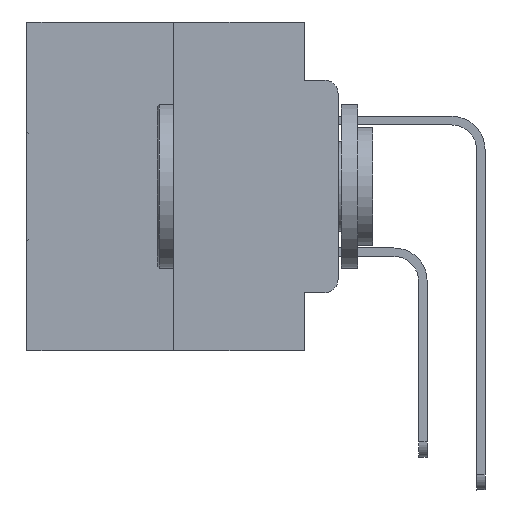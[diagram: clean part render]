
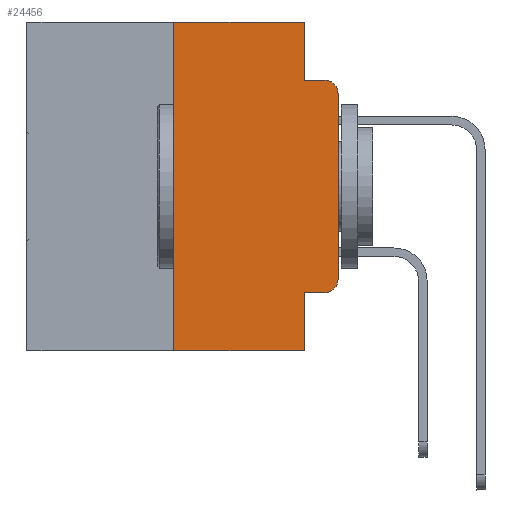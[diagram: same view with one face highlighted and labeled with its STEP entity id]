
A CAD part, left-side view. The second image highlights one B-rep face of the part: STEP entity #24456.
In plain terms, the highlighted planar face has unit normal (-1, 0, 0).
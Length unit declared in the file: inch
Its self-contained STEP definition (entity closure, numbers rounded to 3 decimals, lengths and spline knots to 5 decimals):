
#89 = CARTESIAN_POINT ( 'NONE',  ( 0., 0.25, 0. ) ) ;
#105 = CIRCLE ( 'NONE', #15262, 0.02 ) ;
#485 = LINE ( 'NONE', #89, #27002 ) ;
#636 = LINE ( 'NONE', #22580, #27142 ) ;
#941 = VERTEX_POINT ( 'NONE', #24306 ) ;
#1458 = CARTESIAN_POINT ( 'NONE',  ( 0., 0., 0. ) ) ;
#2800 = VERTEX_POINT ( 'NONE', #13735 ) ;
#3232 = CARTESIAN_POINT ( 'NONE',  ( 0., 0.051, -0.5 ) ) ;
#3841 = VECTOR ( 'NONE', #24591, 39.37008 ) ;
#3958 = ORIENTED_EDGE ( 'NONE', *, *, #10487, .T. ) ;
#4527 = VERTEX_POINT ( 'NONE', #23345 ) ;
#4741 = VECTOR ( 'NONE', #18446, 39.37008 ) ;
#4775 = VECTOR ( 'NONE', #26200, 39.37008 ) ;
#4932 = CARTESIAN_POINT ( 'NONE',  ( 0., 0.051, -0.0885 ) ) ;
#4977 = CARTESIAN_POINT ( 'NONE',  ( 0., 0.02, -0.0885 ) ) ;
#5241 = EDGE_CURVE ( 'NONE', #4527, #22704, #30635, .T. ) ;
#7261 = DIRECTION ( 'NONE',  ( -1., 0., 0. ) ) ;
#7292 = ORIENTED_EDGE ( 'NONE', *, *, #21109, .F. ) ;
#7836 = CARTESIAN_POINT ( 'NONE',  ( 0., 0.02, -0.1085 ) ) ;
#8475 = EDGE_CURVE ( 'NONE', #30822, #26104, #636, .T. ) ;
#9331 = ORIENTED_EDGE ( 'NONE', *, *, #22757, .F. ) ;
#9536 = VECTOR ( 'NONE', #17458, 39.37008 ) ;
#10467 = DIRECTION ( 'NONE',  ( 0., 0., -1. ) ) ;
#10487 = EDGE_CURVE ( 'NONE', #941, #24354, #17735, .T. ) ;
#10750 = DIRECTION ( 'NONE',  ( 0., 0., 1. ) ) ;
#10886 = EDGE_CURVE ( 'NONE', #2800, #13983, #105, .T. ) ;
#11357 = ORIENTED_EDGE ( 'NONE', *, *, #31050, .F. ) ;
#11526 = PLANE ( 'NONE',  #25997 ) ;
#11552 = FACE_OUTER_BOUND ( 'NONE', #25214, .T. ) ;
#11775 = LINE ( 'NONE', #23695, #4775 ) ;
#12397 = AXIS2_PLACEMENT_3D ( 'NONE', #7836, #25578, #10467 ) ;
#12631 = EDGE_CURVE ( 'NONE', #15507, #2800, #15625, .T. ) ;
#13366 = ORIENTED_EDGE ( 'NONE', *, *, #17168, .T. ) ;
#13735 = CARTESIAN_POINT ( 'NONE',  ( 0., 0.02, -0.4115 ) ) ;
#13858 = CARTESIAN_POINT ( 'NONE',  ( 0., 0.051, -0.4115 ) ) ;
#13983 = VERTEX_POINT ( 'NONE', #27576 ) ;
#15007 = ORIENTED_EDGE ( 'NONE', *, *, #8475, .F. ) ;
#15262 = AXIS2_PLACEMENT_3D ( 'NONE', #22549, #7261, #25027 ) ;
#15507 = VERTEX_POINT ( 'NONE', #13858 ) ;
#15625 = LINE ( 'NONE', #27327, #9536 ) ;
#15841 = ORIENTED_EDGE ( 'NONE', *, *, #12631, .T. ) ;
#15882 = VECTOR ( 'NONE', #28411, 39.37008 ) ;
#16337 = CARTESIAN_POINT ( 'NONE',  ( 0., 0.051, 0. ) ) ;
#16707 = DIRECTION ( 'NONE',  ( 0., 0., -1. ) ) ;
#17168 = EDGE_CURVE ( 'NONE', #29985, #26104, #22076, .T. ) ;
#17412 = ORIENTED_EDGE ( 'NONE', *, *, #10886, .T. ) ;
#17458 = DIRECTION ( 'NONE',  ( 0., -1., 0. ) ) ;
#17735 = LINE ( 'NONE', #23523, #4741 ) ;
#18433 = LINE ( 'NONE', #16337, #30834 ) ;
#18446 = DIRECTION ( 'NONE',  ( 0., -1., 0. ) ) ;
#18456 = LINE ( 'NONE', #1458, #3841 ) ;
#18534 = ORIENTED_EDGE ( 'NONE', *, *, #18817, .T. ) ;
#18817 = EDGE_CURVE ( 'NONE', #13983, #29985, #18456, .T. ) ;
#21109 = EDGE_CURVE ( 'NONE', #15507, #24354, #11775, .T. ) ;
#22076 = CIRCLE ( 'NONE', #12397, 0.02 ) ;
#22549 = CARTESIAN_POINT ( 'NONE',  ( 0., 0.02, -0.3915 ) ) ;
#22580 = CARTESIAN_POINT ( 'NONE',  ( 0., 0.051, -0.0885 ) ) ;
#22704 = VERTEX_POINT ( 'NONE', #23126 ) ;
#22757 = EDGE_CURVE ( 'NONE', #941, #4527, #485, .T. ) ;
#23126 = CARTESIAN_POINT ( 'NONE',  ( 0., 0.051, 0. ) ) ;
#23345 = CARTESIAN_POINT ( 'NONE',  ( 0., 0.25, 0. ) ) ;
#23523 = CARTESIAN_POINT ( 'NONE',  ( 0., 0.473, -0.5 ) ) ;
#23695 = CARTESIAN_POINT ( 'NONE',  ( 0., 0.051, 0. ) ) ;
#23975 = CARTESIAN_POINT ( 'NONE',  ( 0., 0., -0.1085 ) ) ;
#24306 = CARTESIAN_POINT ( 'NONE',  ( 0., 0.25, -0.5 ) ) ;
#24354 = VERTEX_POINT ( 'NONE', #3232 ) ;
#24456 = ADVANCED_FACE ( 'NONE', ( #11552 ), #11526, .F. ) ;
#24591 = DIRECTION ( 'NONE',  ( 0., 0., 1. ) ) ;
#24747 = ORIENTED_EDGE ( 'NONE', *, *, #5241, .F. ) ;
#25027 = DIRECTION ( 'NONE',  ( 0., 0., -1. ) ) ;
#25214 = EDGE_LOOP ( 'NONE', ( #18534, #13366, #15007, #11357, #24747, #9331, #3958, #7292, #15841, #17412 ) ) ;
#25578 = DIRECTION ( 'NONE',  ( -1., 0., 0. ) ) ;
#25997 = AXIS2_PLACEMENT_3D ( 'NONE', #29076, #31536, #16707 ) ;
#26104 = VERTEX_POINT ( 'NONE', #4977 ) ;
#26200 = DIRECTION ( 'NONE',  ( 0., 0., -1. ) ) ;
#27002 = VECTOR ( 'NONE', #10750, 39.37008 ) ;
#27142 = VECTOR ( 'NONE', #27556, 39.37008 ) ;
#27327 = CARTESIAN_POINT ( 'NONE',  ( 0., 0.051, -0.4115 ) ) ;
#27556 = DIRECTION ( 'NONE',  ( 0., -1., 0. ) ) ;
#27576 = CARTESIAN_POINT ( 'NONE',  ( 0., 0., -0.3915 ) ) ;
#28411 = DIRECTION ( 'NONE',  ( 0., -1., 0. ) ) ;
#29076 = CARTESIAN_POINT ( 'NONE',  ( 0., 0.473, 0. ) ) ;
#29985 = VERTEX_POINT ( 'NONE', #23975 ) ;
#30635 = LINE ( 'NONE', #30788, #15882 ) ;
#30788 = CARTESIAN_POINT ( 'NONE',  ( 0., 0.473, 0. ) ) ;
#30822 = VERTEX_POINT ( 'NONE', #4932 ) ;
#30834 = VECTOR ( 'NONE', #31170, 39.37008 ) ;
#31050 = EDGE_CURVE ( 'NONE', #22704, #30822, #18433, .T. ) ;
#31170 = DIRECTION ( 'NONE',  ( 0., 0., -1. ) ) ;
#31536 = DIRECTION ( 'NONE',  ( 1., 0., 0. ) ) ;
